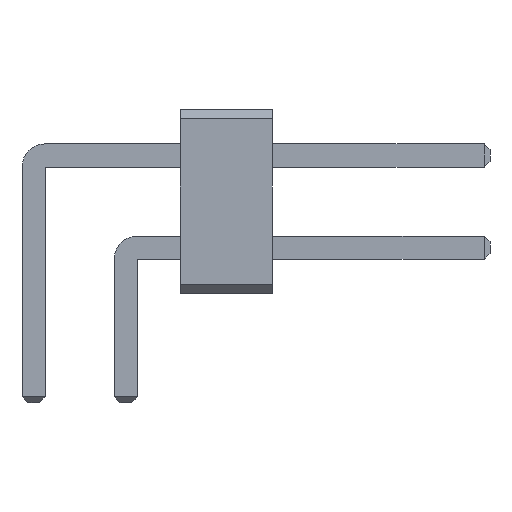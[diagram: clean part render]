
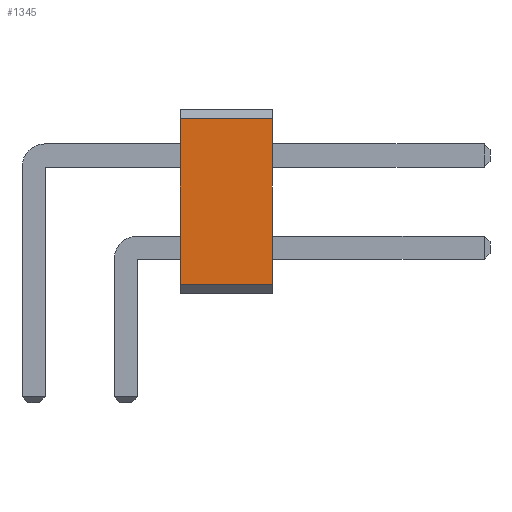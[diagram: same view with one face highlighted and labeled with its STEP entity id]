
A CAD part, front view. The second image highlights one B-rep face of the part: STEP entity #1345.
In plain terms, the highlighted planar face has unit normal (0, -1, 0).
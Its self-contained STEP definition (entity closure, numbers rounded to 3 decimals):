
#13=DIRECTION('',(0.,0.,1.));
#27=VECTOR('',#28,1.);
#28=DIRECTION('',(1.,0.,0.));
#57=DIRECTION('',(0.,-1.,0.));
#1332=VERTEX_POINT('',#1333);
#1333=CARTESIAN_POINT('',(6.58,-57.15,0.254));
#1336=EDGE_CURVE('',#1337,#1332,#1339,.T.);
#1337=VERTEX_POINT('',#1338);
#1338=CARTESIAN_POINT('',(4.04,-57.15,0.254));
#1339=LINE('',#1338,#27);
#1345=ADVANCED_FACE('',(#1346),#1363,.T.);
#1346=FACE_BOUND('',#1347,.T.);
#1347=EDGE_LOOP('',(#1348,#1349,#1355,#1360));
#1348=ORIENTED_EDGE('',*,*,#1336,.T.);
#1349=ORIENTED_EDGE('',*,*,#1350,.T.);
#1350=EDGE_CURVE('',#1332,#1351,#1353,.T.);
#1351=VERTEX_POINT('',#1352);
#1352=CARTESIAN_POINT('',(6.58,-57.15,4.826));
#1353=LINE('',#1333,#1354);
#1354=VECTOR('',#13,1.);
#1355=ORIENTED_EDGE('',*,*,#1356,.F.);
#1356=EDGE_CURVE('',#1357,#1351,#1359,.T.);
#1357=VERTEX_POINT('',#1358);
#1358=CARTESIAN_POINT('',(4.04,-57.15,4.826));
#1359=LINE('',#1358,#27);
#1360=ORIENTED_EDGE('',*,*,#1361,.F.);
#1361=EDGE_CURVE('',#1337,#1357,#1362,.T.);
#1362=LINE('',#1338,#1354);
#1363=PLANE('',#1364);
#1364=AXIS2_PLACEMENT_3D('',#1338,#57,#13);
